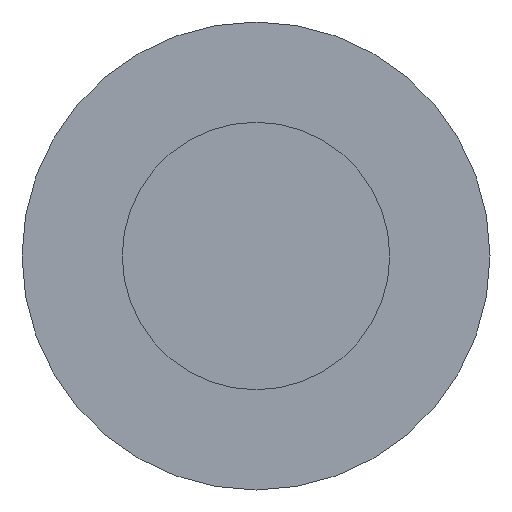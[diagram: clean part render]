
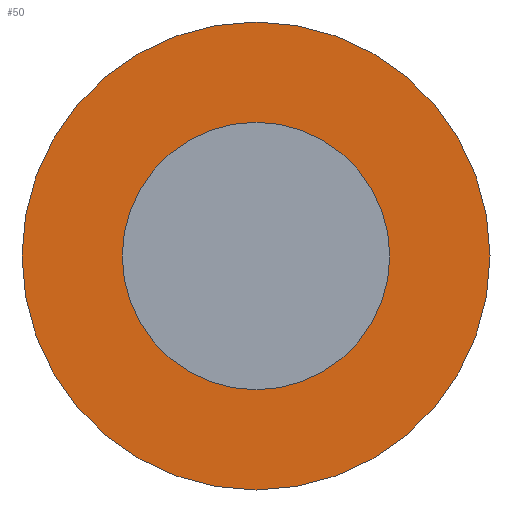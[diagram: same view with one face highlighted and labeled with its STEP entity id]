
A CAD part, left-side view. The second image highlights one B-rep face of the part: STEP entity #50.
In plain terms, the highlighted planar face has unit normal (-1, 0, 0).
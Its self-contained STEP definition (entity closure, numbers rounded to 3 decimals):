
#40=FACE_BOUND('',#62,.T.);
#41=FACE_BOUND('',#63,.T.);
#50=ADVANCED_FACE('',(#40,#41),#56,.T.);
#56=PLANE('',#117);
#62=EDGE_LOOP('',(#74));
#63=EDGE_LOOP('',(#75));
#74=ORIENTED_EDGE('',*,*,#90,.T.);
#75=ORIENTED_EDGE('',*,*,#91,.F.);
#84=VERTEX_POINT('',#159);
#85=VERTEX_POINT('',#162);
#90=EDGE_CURVE('',#84,#84,#96,.T.);
#91=EDGE_CURVE('',#85,#85,#97,.T.);
#96=CIRCLE('',#114,2.);
#97=CIRCLE('',#116,3.5);
#114=AXIS2_PLACEMENT_3D('',#158,#131,#132);
#116=AXIS2_PLACEMENT_3D('',#161,#135,#136);
#117=AXIS2_PLACEMENT_3D('',#163,#137,#138);
#131=DIRECTION('',(1.,0.,0.));
#132=DIRECTION('',(0.,0.,-1.));
#135=DIRECTION('',(1.,0.,0.));
#136=DIRECTION('',(0.,0.,-1.));
#137=DIRECTION('',(-1.,0.,0.));
#138=DIRECTION('',(0.,0.,1.));
#158=CARTESIAN_POINT('',(0.,0.,0.));
#159=CARTESIAN_POINT('',(0.,0.,-2.));
#161=CARTESIAN_POINT('',(0.,0.,0.));
#162=CARTESIAN_POINT('',(0.,0.,-3.5));
#163=CARTESIAN_POINT('',(0.,0.,3.5));
